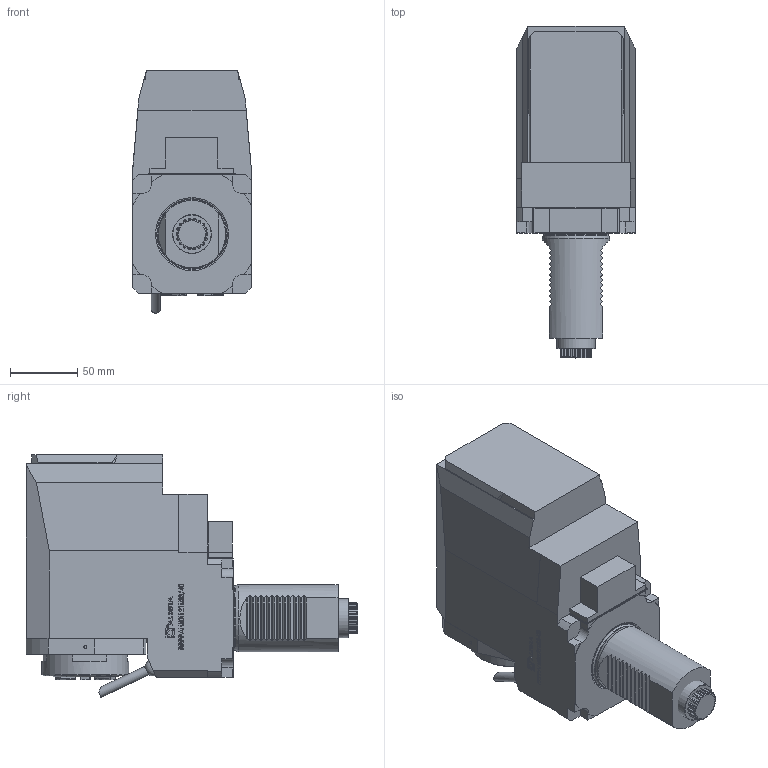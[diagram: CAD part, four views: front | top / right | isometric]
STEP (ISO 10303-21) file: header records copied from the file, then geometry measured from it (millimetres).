
FILE_DESCRIPTION (( 'STEP AP214' ), '1' );
FILE_NAME ('RRPPAH50I121US340.STEP', '2025-10-16T14:54:04', ( '' ), ( '' ), 'SwSTEP 2.0', 'SolidWorks 2023', '' );
FILE_SCHEMA (( 'AUTOMOTIVE_DESIGN' ));
Length unit declared in the file: millimetre
Products named in the file (1): RRPPAH50I121US340
Bounding box: 88 x 246.75 x 180.32 mm (x, y, z)
Volume: 2020093.9 mm3; surface area: 132336.1 mm2
Topology: 4 solids, 5 shells, 740 faces, 2015 edges, 1341 vertices
Faces by surface type: plane 446, cylinder 151, bspline 111, cone 26, torus 5, sphere 1
Full cylindrical faces by diameter (mm): 1.7 x1, 2.1 x1, 6.366 x1, 7 x1, 20.8 x1, 28.9 x1, 36 x1, 48.7 x1, 50 x1, 65 x1, 72.663 x1
Entity records: 33470 total; most frequent: CARTESIAN_POINT 12211, ORIENTED_EDGE 3966, DIRECTION 3064, EDGE_CURVE 1983, VERTEX_POINT 1330, LINE 1228, VECTOR 1228, AXIS2_PLACEMENT_3D 918
